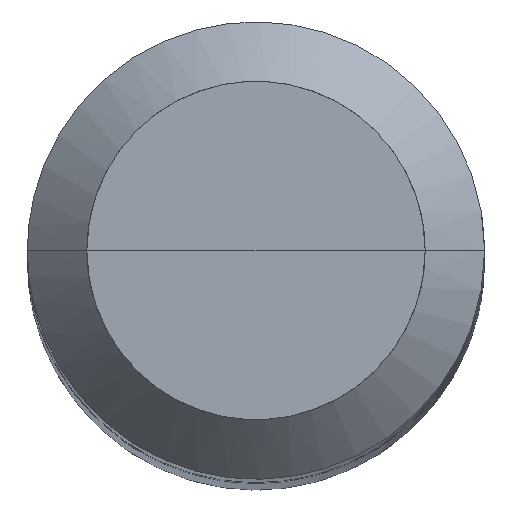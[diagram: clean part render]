
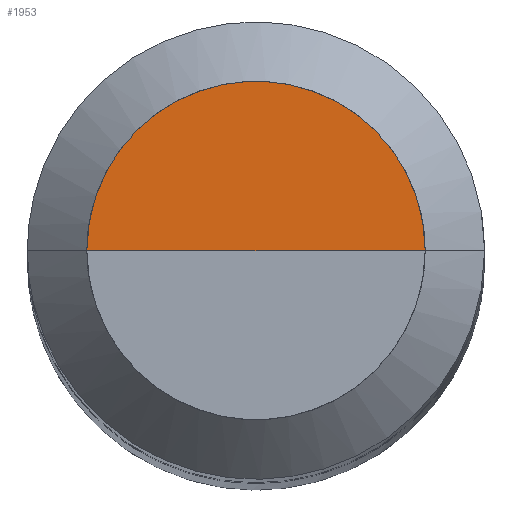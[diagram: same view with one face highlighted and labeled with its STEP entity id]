
A CAD part, top view. The second image highlights one B-rep face of the part: STEP entity #1953.
In plain terms, the highlighted free-form (B-spline) face has degree [1, 2] with [2, 5] control points.
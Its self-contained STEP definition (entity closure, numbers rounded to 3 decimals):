
#1734=CARTESIAN_POINT('',(3.7,0.0,40.0));
#1735=CARTESIAN_POINT('',(3.7,3.7,40.0));
#1736=CARTESIAN_POINT('',(0.0,3.7,40.0));
#1737=CARTESIAN_POINT('',(-3.7,3.7,40.0));
#1738=CARTESIAN_POINT('',(-3.7,0.0,40.0));
#1739=CARTESIAN_POINT('',(0.0,0.0,40.0));
#1938=(
BOUNDED_SURFACE()
B_SPLINE_SURFACE(1,2,(
(#1734,#1735,#1736,#1737,#1738),
(#1739,#1739,#1739,#1739,#1739)
), .UNSPECIFIED.,.F.,.F.,.F.)
B_SPLINE_SURFACE_WITH_KNOTS((2,2),(3,2,3),(
0.0,1.0),(
0.0,0.5,1.0), .UNSPECIFIED.)
GEOMETRIC_REPRESENTATION_ITEM()
RATIONAL_B_SPLINE_SURFACE(((1.0,0.707,1.0,0.707,1.0),
(1.0,0.707,1.0,0.707,1.0)
))
REPRESENTATION_ITEM('')
SURFACE()
);
#1939=(
BOUNDED_CURVE()
B_SPLINE_CURVE(1,(#1739,#1734),.UNSPECIFIED.,.F.,.F.)
B_SPLINE_CURVE_WITH_KNOTS((2,2),
(0.0,1.0),.UNSPECIFIED.)
CURVE()
GEOMETRIC_REPRESENTATION_ITEM()
RATIONAL_B_SPLINE_CURVE((1.0,1.0))
REPRESENTATION_ITEM('')
);
#1940=(
BOUNDED_CURVE()
B_SPLINE_CURVE(2,(#1734,#1735,#1736,#1737,#1738),.UNSPECIFIED.,.F.,.F.)
B_SPLINE_CURVE_WITH_KNOTS((3,2,3),
(0.0,0.5,1.0),.UNSPECIFIED.)
CURVE()
GEOMETRIC_REPRESENTATION_ITEM()
RATIONAL_B_SPLINE_CURVE((1.0,0.707,1.0,0.707,1.0))
REPRESENTATION_ITEM('')
);
#1941=(
BOUNDED_CURVE()
B_SPLINE_CURVE(1,(#1738,#1739),.UNSPECIFIED.,.F.,.F.)
B_SPLINE_CURVE_WITH_KNOTS((2,2),
(0.0,1.0),.UNSPECIFIED.)
CURVE()
GEOMETRIC_REPRESENTATION_ITEM()
RATIONAL_B_SPLINE_CURVE((1.0,1.0))
REPRESENTATION_ITEM('')
);
#1942=VERTEX_POINT('',#1734);
#1943=VERTEX_POINT('',#1738);
#1944=VERTEX_POINT('',#1739);
#1945=EDGE_CURVE('',#1944,#1942,#1939,.T.);
#1946=EDGE_CURVE('',#1942,#1943,#1940,.T.);
#1947=EDGE_CURVE('',#1943,#1944,#1941,.T.);
#1948=ORIENTED_EDGE('',*,*,#1945,.T.);
#1949=ORIENTED_EDGE('',*,*,#1946,.T.);
#1950=ORIENTED_EDGE('',*,*,#1947,.T.);
#1951=EDGE_LOOP('',(#1948,#1949,#1950));
#1952=FACE_OUTER_BOUND('',#1951,.T.);
#1953=ADVANCED_FACE('',(#1952),#1938,.T.);
